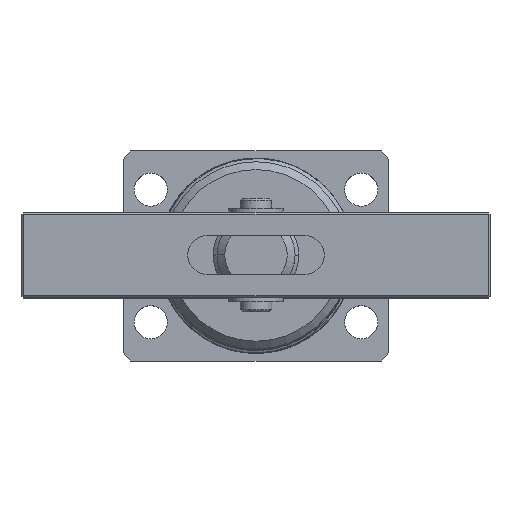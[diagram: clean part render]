
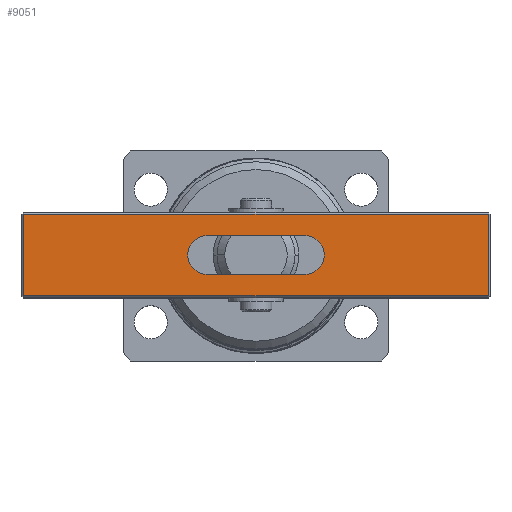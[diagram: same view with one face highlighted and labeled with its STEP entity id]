
A CAD part, top view. The second image highlights one B-rep face of the part: STEP entity #9051.
In plain terms, the highlighted planar face has unit normal (0, 0, 1).
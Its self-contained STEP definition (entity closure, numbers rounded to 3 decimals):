
#19 = DIRECTION ( 'NONE',  ( 0., -1., 0. ) ) ;
#38 = LINE ( 'NONE', #947, #1453 ) ;
#147 = PLANE ( 'NONE',  #6654 ) ;
#254 = CARTESIAN_POINT ( 'NONE',  ( -59.5, -10.5, 22. ) ) ;
#696 = CARTESIAN_POINT ( 'NONE',  ( -60., 10.5, 22. ) ) ;
#776 = CIRCLE ( 'NONE', #7749, 5. ) ;
#929 = EDGE_CURVE ( 'NONE', #3854, #1860, #4370, .T. ) ;
#947 = CARTESIAN_POINT ( 'NONE',  ( 59.5, 11., 22. ) ) ;
#1184 = DIRECTION ( 'NONE',  ( 0., 0., 1. ) ) ;
#1305 = VECTOR ( 'NONE', #10037, 1000. ) ;
#1411 = VERTEX_POINT ( 'NONE', #6627 ) ;
#1453 = VECTOR ( 'NONE', #5807, 1000. ) ;
#1595 = EDGE_LOOP ( 'NONE', ( #3151, #4257, #2129, #4925 ) ) ;
#1606 = VERTEX_POINT ( 'NONE', #6892 ) ;
#1607 = CARTESIAN_POINT ( 'NONE',  ( 12.5, -5., 22. ) ) ;
#1801 = CARTESIAN_POINT ( 'NONE',  ( 0., 0., 22. ) ) ;
#1860 = VERTEX_POINT ( 'NONE', #4299 ) ;
#2003 = DIRECTION ( 'NONE',  ( 1., 0., 0. ) ) ;
#2107 = CARTESIAN_POINT ( 'NONE',  ( 12.5, 0., 22. ) ) ;
#2129 = ORIENTED_EDGE ( 'NONE', *, *, #929, .T. ) ;
#2217 = VECTOR ( 'NONE', #6398, 1000. ) ;
#2228 = CIRCLE ( 'NONE', #6384, 5. ) ;
#2623 = DIRECTION ( 'NONE',  ( 1., 0., 0. ) ) ;
#2667 = ORIENTED_EDGE ( 'NONE', *, *, #3336, .F. ) ;
#2723 = LINE ( 'NONE', #5196, #6810 ) ;
#2929 = DIRECTION ( 'NONE',  ( 1., 0., 0. ) ) ;
#3026 = VERTEX_POINT ( 'NONE', #1607 ) ;
#3151 = ORIENTED_EDGE ( 'NONE', *, *, #3843, .T. ) ;
#3207 = VERTEX_POINT ( 'NONE', #254 ) ;
#3336 = EDGE_CURVE ( 'NONE', #10020, #3026, #8464, .T. ) ;
#3465 = LINE ( 'NONE', #4339, #1305 ) ;
#3523 = CARTESIAN_POINT ( 'NONE',  ( -12.5, -5., 22. ) ) ;
#3843 = EDGE_CURVE ( 'NONE', #3207, #8876, #2723, .T. ) ;
#3854 = VERTEX_POINT ( 'NONE', #6887 ) ;
#4137 = EDGE_CURVE ( 'NONE', #1860, #3207, #7694, .T. ) ;
#4225 = FACE_BOUND ( 'NONE', #7673, .T. ) ;
#4257 = ORIENTED_EDGE ( 'NONE', *, *, #7488, .T. ) ;
#4274 = ORIENTED_EDGE ( 'NONE', *, *, #6721, .F. ) ;
#4299 = CARTESIAN_POINT ( 'NONE',  ( -59.5, 10.5, 22. ) ) ;
#4339 = CARTESIAN_POINT ( 'NONE',  ( -12.5, 5., 22. ) ) ;
#4370 = LINE ( 'NONE', #696, #2217 ) ;
#4424 = DIRECTION ( 'NONE',  ( 0., 0., 1. ) ) ;
#4484 = CARTESIAN_POINT ( 'NONE',  ( -17.5, 0., 22. ) ) ;
#4925 = ORIENTED_EDGE ( 'NONE', *, *, #4137, .T. ) ;
#5139 = DIRECTION ( 'NONE',  ( 1., 0., 0. ) ) ;
#5196 = CARTESIAN_POINT ( 'NONE',  ( 60., -10.5, 22. ) ) ;
#5345 = AXIS2_PLACEMENT_3D ( 'NONE', #6058, #1184, #6898 ) ;
#5704 = CARTESIAN_POINT ( 'NONE',  ( -59.5, -11., 22. ) ) ;
#5807 = DIRECTION ( 'NONE',  ( 0., 1., 0. ) ) ;
#5880 = VERTEX_POINT ( 'NONE', #4484 ) ;
#6006 = CIRCLE ( 'NONE', #5345, 5. ) ;
#6058 = CARTESIAN_POINT ( 'NONE',  ( -12.5, 0., 22. ) ) ;
#6155 = FACE_OUTER_BOUND ( 'NONE', #1595, .T. ) ;
#6384 = AXIS2_PLACEMENT_3D ( 'NONE', #2107, #7801, #2929 ) ;
#6398 = DIRECTION ( 'NONE',  ( -1., 0., 0. ) ) ;
#6627 = CARTESIAN_POINT ( 'NONE',  ( -12.5, 5., 22. ) ) ;
#6654 = AXIS2_PLACEMENT_3D ( 'NONE', #1801, #7510, #2623 ) ;
#6686 = EDGE_CURVE ( 'NONE', #1606, #1411, #3465, .T. ) ;
#6721 = EDGE_CURVE ( 'NONE', #1411, #5880, #776, .T. ) ;
#6810 = VECTOR ( 'NONE', #2003, 1000. ) ;
#6887 = CARTESIAN_POINT ( 'NONE',  ( 59.5, 10.5, 22. ) ) ;
#6892 = CARTESIAN_POINT ( 'NONE',  ( 12.5, 5., 22. ) ) ;
#6898 = DIRECTION ( 'NONE',  ( 1., 0., 0. ) ) ;
#6991 = EDGE_CURVE ( 'NONE', #5880, #10020, #6006, .T. ) ;
#7488 = EDGE_CURVE ( 'NONE', #8876, #3854, #38, .T. ) ;
#7510 = DIRECTION ( 'NONE',  ( 0., 0., 1. ) ) ;
#7673 = EDGE_LOOP ( 'NONE', ( #9999, #10422, #2667, #8479, #4274 ) ) ;
#7694 = LINE ( 'NONE', #5704, #9821 ) ;
#7749 = AXIS2_PLACEMENT_3D ( 'NONE', #9304, #4424, #10114 ) ;
#7801 = DIRECTION ( 'NONE',  ( 0., 0., 1. ) ) ;
#8464 = LINE ( 'NONE', #10009, #8716 ) ;
#8479 = ORIENTED_EDGE ( 'NONE', *, *, #6991, .F. ) ;
#8716 = VECTOR ( 'NONE', #5139, 1000. ) ;
#8876 = VERTEX_POINT ( 'NONE', #10146 ) ;
#9051 = ADVANCED_FACE ( 'NONE', ( #6155, #4225 ), #147, .T. ) ;
#9304 = CARTESIAN_POINT ( 'NONE',  ( -12.5, 0., 22. ) ) ;
#9821 = VECTOR ( 'NONE', #19, 1000. ) ;
#9999 = ORIENTED_EDGE ( 'NONE', *, *, #6686, .F. ) ;
#10009 = CARTESIAN_POINT ( 'NONE',  ( -12.5, -5., 22. ) ) ;
#10020 = VERTEX_POINT ( 'NONE', #3523 ) ;
#10037 = DIRECTION ( 'NONE',  ( -1., 0., 0. ) ) ;
#10114 = DIRECTION ( 'NONE',  ( 1., 0., 0. ) ) ;
#10146 = CARTESIAN_POINT ( 'NONE',  ( 59.5, -10.5, 22. ) ) ;
#10302 = EDGE_CURVE ( 'NONE', #3026, #1606, #2228, .T. ) ;
#10422 = ORIENTED_EDGE ( 'NONE', *, *, #10302, .F. ) ;
